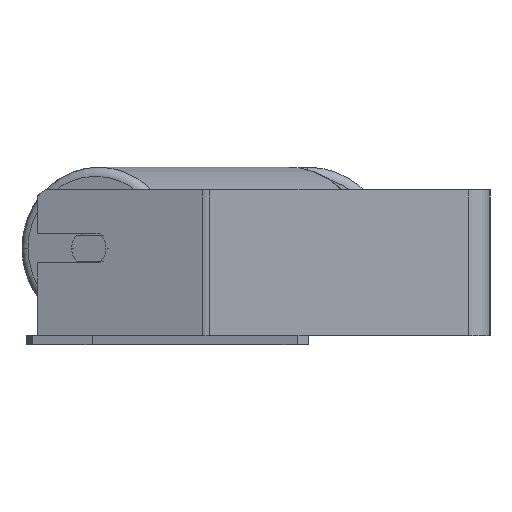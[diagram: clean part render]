
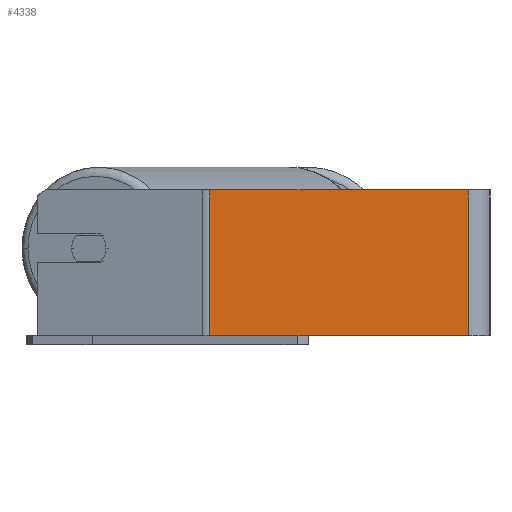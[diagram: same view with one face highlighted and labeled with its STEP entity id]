
A CAD part, left-side view. The second image highlights one B-rep face of the part: STEP entity #4338.
In plain terms, the highlighted planar face has unit normal (-1, 0, 0).
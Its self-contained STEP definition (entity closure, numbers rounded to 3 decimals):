
#227 = VECTOR ( 'NONE', #7174, 1000. ) ;
#234 = ORIENTED_EDGE ( 'NONE', *, *, #1323, .F. ) ;
#375 = DIRECTION ( 'NONE',  ( 0., 0., -1. ) ) ;
#1001 = FACE_OUTER_BOUND ( 'NONE', #2200, .T. ) ;
#1323 = EDGE_CURVE ( 'NONE', #7427, #3783, #8031, .T. ) ;
#1543 = CARTESIAN_POINT ( 'NONE',  ( -525., 155.874, 40. ) ) ;
#1682 = DIRECTION ( 'NONE',  ( 1., 0., 0. ) ) ;
#1982 = VECTOR ( 'NONE', #6811, 1000. ) ;
#2077 = VERTEX_POINT ( 'NONE', #3093 ) ;
#2200 = EDGE_LOOP ( 'NONE', ( #6802, #234, #6502, #7012 ) ) ;
#2228 = PLANE ( 'NONE',  #2724 ) ;
#2341 = EDGE_CURVE ( 'NONE', #2077, #3783, #2989, .T. ) ;
#2569 = LINE ( 'NONE', #5381, #1982 ) ;
#2724 = AXIS2_PLACEMENT_3D ( 'NONE', #1543, #1682, #3809 ) ;
#2946 = CARTESIAN_POINT ( 'NONE',  ( -525., 155.874, -40. ) ) ;
#2989 = LINE ( 'NONE', #2946, #227 ) ;
#3093 = CARTESIAN_POINT ( 'NONE',  ( -525., 153.758, -40. ) ) ;
#3251 = EDGE_CURVE ( 'NONE', #7173, #2077, #2569, .T. ) ;
#3395 = CARTESIAN_POINT ( 'NONE',  ( -525., 155.874, 40. ) ) ;
#3783 = VERTEX_POINT ( 'NONE', #6982 ) ;
#3809 = DIRECTION ( 'NONE',  ( 0., 0., -1. ) ) ;
#3946 = CARTESIAN_POINT ( 'NONE',  ( -525., 12., 40. ) ) ;
#4338 = ADVANCED_FACE ( 'NONE', ( #1001 ), #2228, .F. ) ;
#4370 = VECTOR ( 'NONE', #375, 1000. ) ;
#5381 = CARTESIAN_POINT ( 'NONE',  ( -525., 153.758, 40. ) ) ;
#5660 = CARTESIAN_POINT ( 'NONE',  ( -525., 12., 40. ) ) ;
#6502 = ORIENTED_EDGE ( 'NONE', *, *, #6517, .F. ) ;
#6517 = EDGE_CURVE ( 'NONE', #7173, #7427, #8948, .T. ) ;
#6710 = VECTOR ( 'NONE', #8263, 1000. ) ;
#6802 = ORIENTED_EDGE ( 'NONE', *, *, #2341, .T. ) ;
#6811 = DIRECTION ( 'NONE',  ( 0., 0., -1. ) ) ;
#6982 = CARTESIAN_POINT ( 'NONE',  ( -525., 12., -40. ) ) ;
#7012 = ORIENTED_EDGE ( 'NONE', *, *, #3251, .T. ) ;
#7173 = VERTEX_POINT ( 'NONE', #8751 ) ;
#7174 = DIRECTION ( 'NONE',  ( 0., -1., 0. ) ) ;
#7427 = VERTEX_POINT ( 'NONE', #5660 ) ;
#8031 = LINE ( 'NONE', #3946, #4370 ) ;
#8263 = DIRECTION ( 'NONE',  ( 0., -1., 0. ) ) ;
#8751 = CARTESIAN_POINT ( 'NONE',  ( -525., 153.758, 40. ) ) ;
#8948 = LINE ( 'NONE', #3395, #6710 ) ;
